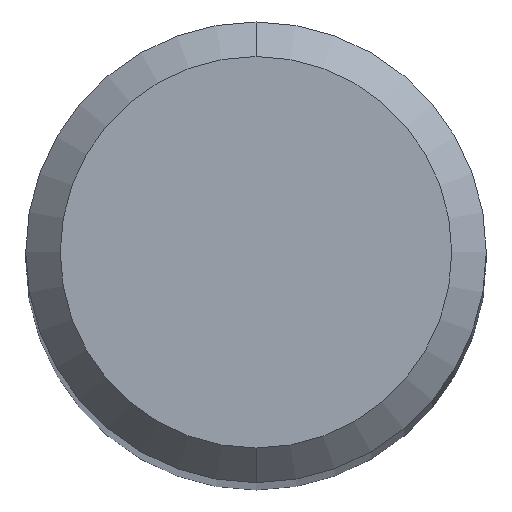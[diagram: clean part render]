
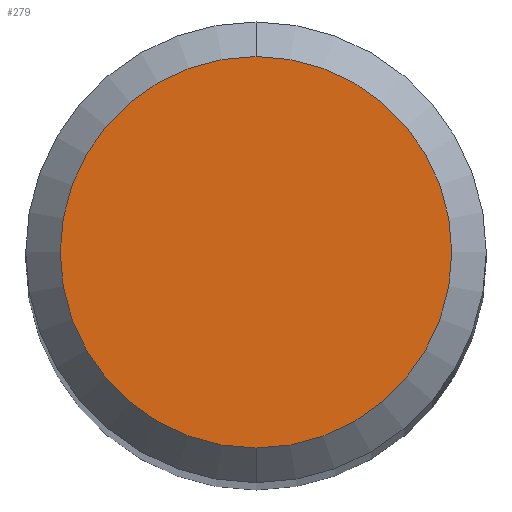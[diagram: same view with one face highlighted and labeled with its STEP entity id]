
A CAD part, top view. The second image highlights one B-rep face of the part: STEP entity #279.
In plain terms, the highlighted planar face has unit normal (0, 0, 1).
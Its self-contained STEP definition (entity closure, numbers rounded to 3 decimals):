
#279=ADVANCED_FACE('',(#601),#602,.T.);
#347=EDGE_CURVE('',#391,#445,#677,.T.);
#391=VERTEX_POINT('',#727);
#421=EDGE_CURVE('',#445,#391,#762,.T.);
#445=VERTEX_POINT('',#788);
#601=FACE_OUTER_BOUND('',#1046,.T.);
#602=PLANE('',#1047);
#677=CIRCLE('',#1202,1.7);
#727=CARTESIAN_POINT('',(0.,-1.7,0.0));
#762=CIRCLE('',#1369,1.7);
#788=CARTESIAN_POINT('',(0.0,1.7,0.0));
#1046=EDGE_LOOP('',(#1593,#1594));
#1047=AXIS2_PLACEMENT_3D('',#1595,#1596,#1597);
#1202=AXIS2_PLACEMENT_3D('',#1670,#1671,#1672);
#1369=AXIS2_PLACEMENT_3D('',#1775,#1776,#1777);
#1593=ORIENTED_EDGE('',*,*,#421,.F.);
#1594=ORIENTED_EDGE('',*,*,#347,.F.);
#1595=CARTESIAN_POINT('',(0.0,0.85,0.0));
#1596=DIRECTION('',(-0.0,0.0,1.0));
#1597=DIRECTION('',(0.0,-1.0,0.0));
#1670=CARTESIAN_POINT('',(0.0,0.0,0.0));
#1671=DIRECTION('',(0.0,0.0,-1.0));
#1672=DIRECTION('',(0.0,1.0,0.0));
#1775=CARTESIAN_POINT('',(0.0,0.0,0.0));
#1776=DIRECTION('',(0.0,0.0,-1.0));
#1777=DIRECTION('',(0.0,1.0,0.0));
